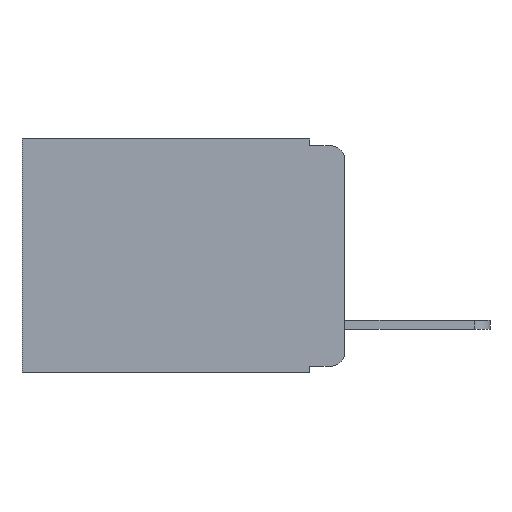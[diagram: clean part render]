
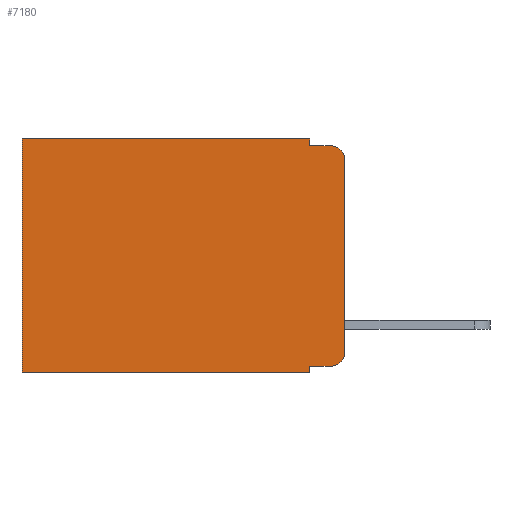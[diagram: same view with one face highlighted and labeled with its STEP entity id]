
A CAD part, left-side view. The second image highlights one B-rep face of the part: STEP entity #7180.
In plain terms, the highlighted planar face has unit normal (-1, 0, 0).
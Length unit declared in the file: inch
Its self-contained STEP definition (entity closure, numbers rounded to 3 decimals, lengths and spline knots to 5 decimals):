
#124 = CARTESIAN_POINT ( 'NONE',  ( 0.298, 0., -0.313 ) ) ;
#183 = CARTESIAN_POINT ( 'NONE',  ( 0.298, 0.051, 0. ) ) ;
#304 = CARTESIAN_POINT ( 'NONE',  ( 0.298, 0.051, -0.343 ) ) ;
#348 = LINE ( 'NONE', #8875, #1448 ) ;
#351 = ORIENTED_EDGE ( 'NONE', *, *, #7285, .T. ) ;
#563 = EDGE_CURVE ( 'NONE', #11163, #9250, #4495, .T. ) ;
#580 = EDGE_CURVE ( 'NONE', #8650, #7773, #3872, .T. ) ;
#586 = VERTEX_POINT ( 'NONE', #9161 ) ;
#644 = PLANE ( 'NONE',  #5331 ) ;
#736 = VECTOR ( 'NONE', #11129, 39.37008 ) ;
#751 = DIRECTION ( 'NONE',  ( -1., 0., 0. ) ) ;
#806 = DIRECTION ( 'NONE',  ( -1., 0., 0. ) ) ;
#816 = FACE_OUTER_BOUND ( 'NONE', #1628, .T. ) ;
#1149 = DIRECTION ( 'NONE',  ( 0., 0., -1. ) ) ;
#1193 = EDGE_CURVE ( 'NONE', #11022, #8650, #2791, .T. ) ;
#1448 = VECTOR ( 'NONE', #11845, 39.37008 ) ;
#1628 = EDGE_LOOP ( 'NONE', ( #6268, #9098, #1723, #7896, #351, #5642, #4653, #3226, #11265, #11125 ) ) ;
#1723 = ORIENTED_EDGE ( 'NONE', *, *, #4437, .F. ) ;
#2003 = LINE ( 'NONE', #183, #9109 ) ;
#2064 = VECTOR ( 'NONE', #8279, 39.37008 ) ;
#2222 = LINE ( 'NONE', #3087, #2324 ) ;
#2234 = VERTEX_POINT ( 'NONE', #304 ) ;
#2281 = VERTEX_POINT ( 'NONE', #10792 ) ;
#2324 = VECTOR ( 'NONE', #9853, 39.37008 ) ;
#2528 = CARTESIAN_POINT ( 'NONE',  ( 0.298, 0., 0. ) ) ;
#2791 = LINE ( 'NONE', #6575, #2064 ) ;
#2886 = CARTESIAN_POINT ( 'NONE',  ( 0.298, 0.051, 0. ) ) ;
#3087 = CARTESIAN_POINT ( 'NONE',  ( 0.298, 0.051, -0.01 ) ) ;
#3226 = ORIENTED_EDGE ( 'NONE', *, *, #7728, .F. ) ;
#3230 = CARTESIAN_POINT ( 'NONE',  ( 0.298, 0.051, -0.333 ) ) ;
#3573 = CARTESIAN_POINT ( 'NONE',  ( 0.298, 0.051, 0. ) ) ;
#3704 = CIRCLE ( 'NONE', #11839, 0.02 ) ;
#3734 = LINE ( 'NONE', #11123, #9349 ) ;
#3872 = CIRCLE ( 'NONE', #7458, 0.02 ) ;
#4314 = DIRECTION ( 'NONE',  ( 0., 0., -1. ) ) ;
#4407 = VERTEX_POINT ( 'NONE', #10705 ) ;
#4437 = EDGE_CURVE ( 'NONE', #9250, #586, #2222, .T. ) ;
#4481 = EDGE_CURVE ( 'NONE', #9854, #586, #3704, .T. ) ;
#4495 = LINE ( 'NONE', #3573, #736 ) ;
#4653 = ORIENTED_EDGE ( 'NONE', *, *, #10440, .F. ) ;
#5331 = AXIS2_PLACEMENT_3D ( 'NONE', #2528, #8204, #9047 ) ;
#5642 = ORIENTED_EDGE ( 'NONE', *, *, #9620, .T. ) ;
#6268 = ORIENTED_EDGE ( 'NONE', *, *, #11583, .F. ) ;
#6575 = CARTESIAN_POINT ( 'NONE',  ( 0.298, 0.051, -0.333 ) ) ;
#6649 = CARTESIAN_POINT ( 'NONE',  ( 0.298, 0., -0.343 ) ) ;
#6677 = CARTESIAN_POINT ( 'NONE',  ( 0.298, 0., -0.03 ) ) ;
#6897 = LINE ( 'NONE', #6649, #9939 ) ;
#7180 = ADVANCED_FACE ( 'NONE', ( #816 ), #644, .F. ) ;
#7285 = EDGE_CURVE ( 'NONE', #11163, #4407, #7700, .T. ) ;
#7458 = AXIS2_PLACEMENT_3D ( 'NONE', #9266, #806, #8250 ) ;
#7536 = VECTOR ( 'NONE', #11407, 39.37008 ) ;
#7700 = LINE ( 'NONE', #8428, #7536 ) ;
#7728 = EDGE_CURVE ( 'NONE', #11022, #2234, #2003, .T. ) ;
#7773 = VERTEX_POINT ( 'NONE', #124 ) ;
#7896 = ORIENTED_EDGE ( 'NONE', *, *, #563, .F. ) ;
#8204 = DIRECTION ( 'NONE',  ( 1., 0., 0. ) ) ;
#8250 = DIRECTION ( 'NONE',  ( 0., 0., -1. ) ) ;
#8279 = DIRECTION ( 'NONE',  ( 0., -1., 0. ) ) ;
#8428 = CARTESIAN_POINT ( 'NONE',  ( 0.298, 0., 0. ) ) ;
#8650 = VERTEX_POINT ( 'NONE', #9408 ) ;
#8875 = CARTESIAN_POINT ( 'NONE',  ( 0.298, 0.473, 0. ) ) ;
#9047 = DIRECTION ( 'NONE',  ( 0., 0., -1. ) ) ;
#9098 = ORIENTED_EDGE ( 'NONE', *, *, #4481, .T. ) ;
#9109 = VECTOR ( 'NONE', #1149, 39.37008 ) ;
#9161 = CARTESIAN_POINT ( 'NONE',  ( 0.298, 0.02, -0.01 ) ) ;
#9250 = VERTEX_POINT ( 'NONE', #9828 ) ;
#9266 = CARTESIAN_POINT ( 'NONE',  ( 0.298, 0.02, -0.313 ) ) ;
#9349 = VECTOR ( 'NONE', #10311, 39.37008 ) ;
#9408 = CARTESIAN_POINT ( 'NONE',  ( 0.298, 0.02, -0.333 ) ) ;
#9445 = DIRECTION ( 'NONE',  ( 0., 1., 0. ) ) ;
#9620 = EDGE_CURVE ( 'NONE', #4407, #2281, #348, .T. ) ;
#9828 = CARTESIAN_POINT ( 'NONE',  ( 0.298, 0.051, -0.01 ) ) ;
#9853 = DIRECTION ( 'NONE',  ( 0., -1., 0. ) ) ;
#9854 = VERTEX_POINT ( 'NONE', #6677 ) ;
#9939 = VECTOR ( 'NONE', #9445, 39.37008 ) ;
#9968 = CARTESIAN_POINT ( 'NONE',  ( 0.298, 0.02, -0.03 ) ) ;
#10311 = DIRECTION ( 'NONE',  ( 0., 0., -1. ) ) ;
#10440 = EDGE_CURVE ( 'NONE', #2234, #2281, #6897, .T. ) ;
#10705 = CARTESIAN_POINT ( 'NONE',  ( 0.298, 0.473, 0. ) ) ;
#10792 = CARTESIAN_POINT ( 'NONE',  ( 0.298, 0.473, -0.343 ) ) ;
#11022 = VERTEX_POINT ( 'NONE', #3230 ) ;
#11123 = CARTESIAN_POINT ( 'NONE',  ( 0.298, 0., 0. ) ) ;
#11125 = ORIENTED_EDGE ( 'NONE', *, *, #580, .T. ) ;
#11129 = DIRECTION ( 'NONE',  ( 0., 0., -1. ) ) ;
#11163 = VERTEX_POINT ( 'NONE', #2886 ) ;
#11265 = ORIENTED_EDGE ( 'NONE', *, *, #1193, .T. ) ;
#11407 = DIRECTION ( 'NONE',  ( 0., 1., 0. ) ) ;
#11583 = EDGE_CURVE ( 'NONE', #9854, #7773, #3734, .T. ) ;
#11839 = AXIS2_PLACEMENT_3D ( 'NONE', #9968, #751, #4314 ) ;
#11845 = DIRECTION ( 'NONE',  ( 0., 0., -1. ) ) ;
